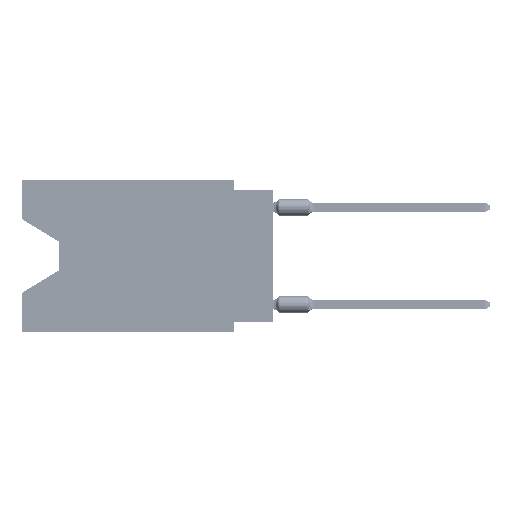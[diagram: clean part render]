
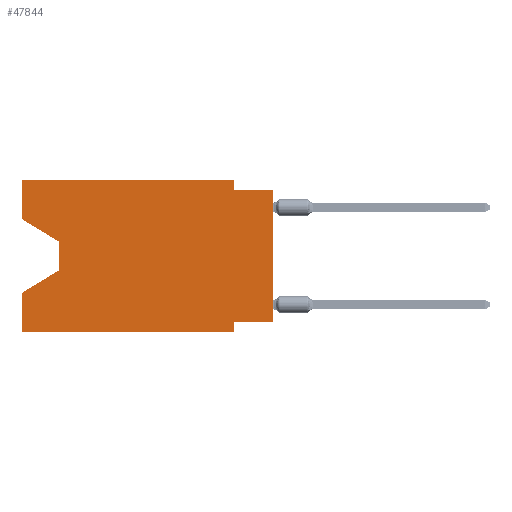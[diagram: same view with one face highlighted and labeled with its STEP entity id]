
A CAD part, left-side view. The second image highlights one B-rep face of the part: STEP entity #47844.
In plain terms, the highlighted planar face has unit normal (-1, 0, 0).
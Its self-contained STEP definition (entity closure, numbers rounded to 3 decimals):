
#1054 = VERTEX_POINT ( 'NONE', #66390 ) ;
#3649 = CARTESIAN_POINT ( 'NONE',  ( 0., 16.383, -2.546 ) ) ;
#3876 = AXIS2_PLACEMENT_3D ( 'NONE', #49792, #60956, #61284 ) ;
#3932 = LINE ( 'NONE', #8808, #28521 ) ;
#4586 = ORIENTED_EDGE ( 'NONE', *, *, #62911, .F. ) ;
#5867 = ORIENTED_EDGE ( 'NONE', *, *, #15233, .T. ) ;
#6170 = DIRECTION ( 'NONE',  ( 0., -1., 0. ) ) ;
#6393 = EDGE_CURVE ( 'NONE', #66261, #10688, #7238, .T. ) ;
#6408 = ORIENTED_EDGE ( 'NONE', *, *, #67281, .F. ) ;
#6435 = CARTESIAN_POINT ( 'NONE',  ( 0., 2.54, 0. ) ) ;
#6869 = CARTESIAN_POINT ( 'NONE',  ( 0., 16.383, -9.906 ) ) ;
#7115 = CARTESIAN_POINT ( 'NONE',  ( 0., 2.54, 0. ) ) ;
#7238 = LINE ( 'NONE', #49511, #45446 ) ;
#8562 = LINE ( 'NONE', #40703, #14610 ) ;
#8808 = CARTESIAN_POINT ( 'NONE',  ( 0., 16.383, 0. ) ) ;
#10688 = VERTEX_POINT ( 'NONE', #33686 ) ;
#10845 = LINE ( 'NONE', #57678, #11331 ) ;
#10923 = ORIENTED_EDGE ( 'NONE', *, *, #35483, .T. ) ;
#11331 = VECTOR ( 'NONE', #47542, 1000. ) ;
#11553 = CARTESIAN_POINT ( 'NONE',  ( 0., 16.383, 0. ) ) ;
#13007 = EDGE_CURVE ( 'NONE', #65707, #32230, #28744, .T. ) ;
#14164 = VECTOR ( 'NONE', #65753, 1000. ) ;
#14610 = VECTOR ( 'NONE', #30574, 1000. ) ;
#14620 = VECTOR ( 'NONE', #30970, 1000. ) ;
#14666 = VECTOR ( 'NONE', #43673, 1000. ) ;
#15233 = EDGE_CURVE ( 'NONE', #45981, #38831, #40437, .T. ) ;
#15318 = ORIENTED_EDGE ( 'NONE', *, *, #27791, .T. ) ;
#16897 = EDGE_CURVE ( 'NONE', #32230, #33675, #8562, .T. ) ;
#17602 = ORIENTED_EDGE ( 'NONE', *, *, #35827, .T. ) ;
#19647 = DIRECTION ( 'NONE',  ( 0., 0., 1. ) ) ;
#19657 = ORIENTED_EDGE ( 'NONE', *, *, #6393, .F. ) ;
#22265 = ORIENTED_EDGE ( 'NONE', *, *, #38699, .T. ) ;
#23586 = VECTOR ( 'NONE', #52274, 1000. ) ;
#23811 = CARTESIAN_POINT ( 'NONE',  ( 0., 2.54, -9.271 ) ) ;
#24692 = ORIENTED_EDGE ( 'NONE', *, *, #13007, .F. ) ;
#24698 = LINE ( 'NONE', #25373, #23586 ) ;
#25349 = DIRECTION ( 'NONE',  ( 0., -1., 0. ) ) ;
#25373 = CARTESIAN_POINT ( 'NONE',  ( 0., 13.97, -4.013 ) ) ;
#26631 = VECTOR ( 'NONE', #28872, 1000. ) ;
#26835 = EDGE_CURVE ( 'NONE', #45998, #66261, #36750, .T. ) ;
#27791 = EDGE_CURVE ( 'NONE', #55094, #58447, #10845, .T. ) ;
#27877 = EDGE_CURVE ( 'NONE', #45981, #1054, #64974, .T. ) ;
#28521 = VECTOR ( 'NONE', #19647, 1000. ) ;
#28744 = LINE ( 'NONE', #7115, #14164 ) ;
#28872 = DIRECTION ( 'NONE',  ( 0., 0., 1. ) ) ;
#29954 = CARTESIAN_POINT ( 'NONE',  ( 0., 16.383, -7.36 ) ) ;
#30574 = DIRECTION ( 'NONE',  ( 0., -1., 0. ) ) ;
#30715 = ORIENTED_EDGE ( 'NONE', *, *, #16897, .F. ) ;
#30970 = DIRECTION ( 'NONE',  ( 0., -0.855, -0.519 ) ) ;
#32230 = VERTEX_POINT ( 'NONE', #53139 ) ;
#33675 = VERTEX_POINT ( 'NONE', #50305 ) ;
#33686 = CARTESIAN_POINT ( 'NONE',  ( 0., 2.54, -9.906 ) ) ;
#34079 = FACE_OUTER_BOUND ( 'NONE', #49983, .T. ) ;
#35483 = EDGE_CURVE ( 'NONE', #45998, #33675, #44247, .T. ) ;
#35827 = EDGE_CURVE ( 'NONE', #65321, #10688, #52253, .T. ) ;
#36095 = DIRECTION ( 'NONE',  ( 0., 1., 0. ) ) ;
#36750 = LINE ( 'NONE', #46551, #36882 ) ;
#36865 = CARTESIAN_POINT ( 'NONE',  ( 0., 16.383, -9.906 ) ) ;
#36882 = VECTOR ( 'NONE', #36095, 1000. ) ;
#38105 = VECTOR ( 'NONE', #6170, 1000. ) ;
#38699 = EDGE_CURVE ( 'NONE', #38831, #55094, #24698, .T. ) ;
#38831 = VERTEX_POINT ( 'NONE', #56710 ) ;
#40437 = LINE ( 'NONE', #41814, #14620 ) ;
#40703 = CARTESIAN_POINT ( 'NONE',  ( 0., 0., -0.635 ) ) ;
#41359 = CARTESIAN_POINT ( 'NONE',  ( 0., 0., -9.271 ) ) ;
#41814 = CARTESIAN_POINT ( 'NONE',  ( 0., 16.383, -2.546 ) ) ;
#42894 = ORIENTED_EDGE ( 'NONE', *, *, #26835, .F. ) ;
#43567 = CARTESIAN_POINT ( 'NONE',  ( 0., 0., 0. ) ) ;
#43673 = DIRECTION ( 'NONE',  ( 0., 0., 1. ) ) ;
#44247 = LINE ( 'NONE', #43567, #26631 ) ;
#45446 = VECTOR ( 'NONE', #65534, 1000. ) ;
#45981 = VERTEX_POINT ( 'NONE', #3649 ) ;
#45998 = VERTEX_POINT ( 'NONE', #41359 ) ;
#46551 = CARTESIAN_POINT ( 'NONE',  ( 0., 0., -9.271 ) ) ;
#47542 = DIRECTION ( 'NONE',  ( 0., 0.855, -0.519 ) ) ;
#47844 = ADVANCED_FACE ( 'NONE', ( #34079 ), #55376, .F. ) ;
#49511 = CARTESIAN_POINT ( 'NONE',  ( 0., 2.54, -9.906 ) ) ;
#49792 = CARTESIAN_POINT ( 'NONE',  ( 0., 16.383, 0. ) ) ;
#49983 = EDGE_LOOP ( 'NONE', ( #5867, #22265, #15318, #6408, #17602, #19657, #42894, #10923, #30715, #24692, #4586, #58357 ) ) ;
#50305 = CARTESIAN_POINT ( 'NONE',  ( 0., 0., -0.635 ) ) ;
#52253 = LINE ( 'NONE', #36865, #53413 ) ;
#52274 = DIRECTION ( 'NONE',  ( 0., 0., -1. ) ) ;
#53139 = CARTESIAN_POINT ( 'NONE',  ( 0., 2.54, -0.635 ) ) ;
#53413 = VECTOR ( 'NONE', #25349, 1000. ) ;
#55094 = VERTEX_POINT ( 'NONE', #67721 ) ;
#55376 = PLANE ( 'NONE',  #3876 ) ;
#56710 = CARTESIAN_POINT ( 'NONE',  ( 0., 13.97, -4.013 ) ) ;
#57678 = CARTESIAN_POINT ( 'NONE',  ( 0., 13.97, -5.893 ) ) ;
#58357 = ORIENTED_EDGE ( 'NONE', *, *, #27877, .F. ) ;
#58447 = VERTEX_POINT ( 'NONE', #29954 ) ;
#58574 = LINE ( 'NONE', #69013, #38105 ) ;
#60956 = DIRECTION ( 'NONE',  ( 1., 0., 0. ) ) ;
#61284 = DIRECTION ( 'NONE',  ( 0., 0., -1. ) ) ;
#62911 = EDGE_CURVE ( 'NONE', #1054, #65707, #58574, .T. ) ;
#64974 = LINE ( 'NONE', #11553, #14666 ) ;
#65321 = VERTEX_POINT ( 'NONE', #6869 ) ;
#65534 = DIRECTION ( 'NONE',  ( 0., 0., -1. ) ) ;
#65707 = VERTEX_POINT ( 'NONE', #6435 ) ;
#65753 = DIRECTION ( 'NONE',  ( 0., 0., -1. ) ) ;
#66261 = VERTEX_POINT ( 'NONE', #23811 ) ;
#66390 = CARTESIAN_POINT ( 'NONE',  ( 0., 16.383, 0. ) ) ;
#67281 = EDGE_CURVE ( 'NONE', #65321, #58447, #3932, .T. ) ;
#67721 = CARTESIAN_POINT ( 'NONE',  ( 0., 13.97, -5.893 ) ) ;
#69013 = CARTESIAN_POINT ( 'NONE',  ( 0., 16.383, 0. ) ) ;
